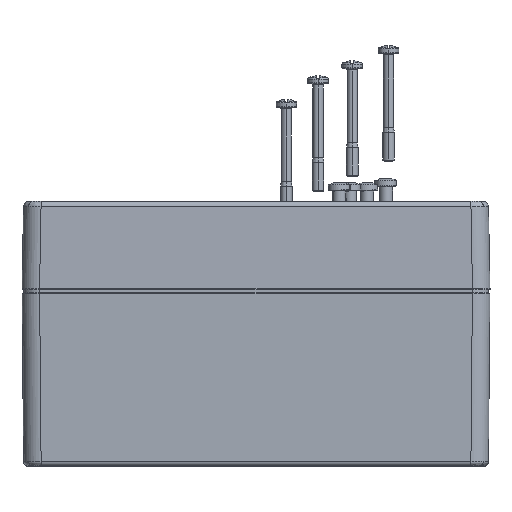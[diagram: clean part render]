
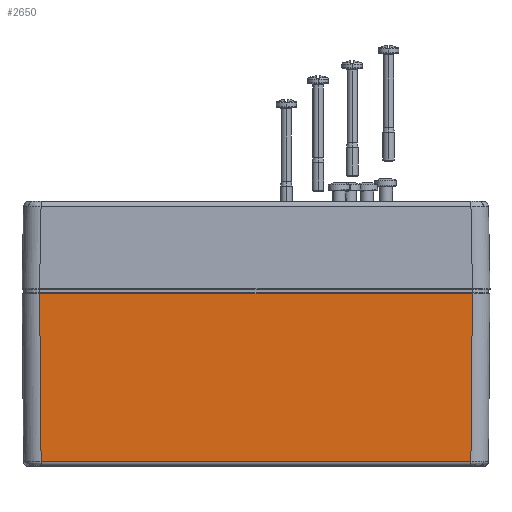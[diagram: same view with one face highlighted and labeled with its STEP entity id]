
A CAD part, top view. The second image highlights one B-rep face of the part: STEP entity #2650.
In plain terms, the highlighted planar face has unit normal (0, -0.009, 1).
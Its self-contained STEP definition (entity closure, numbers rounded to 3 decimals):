
#900 = VERTEX_POINT ( 'NONE', #8657 ) ;
#2232 = EDGE_CURVE ( 'NONE', #46398, #6780, #12164, .T. ) ;
#2235 = ORIENTED_EDGE ( 'NONE', *, *, #46600, .T. ) ;
#2236 = ORIENTED_EDGE ( 'NONE', *, *, #2232, .T. ) ;
#2299 = ORIENTED_EDGE ( 'NONE', *, *, #2313, .T. ) ;
#2300 = EDGE_LOOP ( 'NONE', ( #2299, #2235, #2236, #3182 ) ) ;
#2313 = EDGE_CURVE ( 'NONE', #900, #46462, #12407, .T. ) ;
#2397 = EDGE_CURVE ( 'NONE', #6780, #900, #12639, .T. ) ;
#2650 = ADVANCED_FACE ( 'NONE', ( #13471 ), #13470, .T. ) ;
#3182 = ORIENTED_EDGE ( 'NONE', *, *, #2397, .T. ) ;
#6780 = VERTEX_POINT ( 'NONE', #24378 ) ;
#8657 = CARTESIAN_POINT ( 'NONE',  ( 73.472, -60.513, 59.472 ) ) ;
#12143 = DIRECTION ( 'NONE',  ( 0.009, -1., -0.009 ) ) ;
#12144 = VECTOR ( 'NONE', #12143, 1000. ) ;
#12145 = CARTESIAN_POINT ( 'NONE',  ( -74.001, 0.052, 60. ) ) ;
#12164 = LINE ( 'NONE', #12145, #12144 ) ;
#12404 = DIRECTION ( 'NONE',  ( 0.009, 1., 0.009 ) ) ;
#12405 = VECTOR ( 'NONE', #12404, 1000. ) ;
#12406 = CARTESIAN_POINT ( 'NONE',  ( 73.989, -1.344, 59.988 ) ) ;
#12407 = LINE ( 'NONE', #12406, #12405 ) ;
#12637 = CARTESIAN_POINT ( 'NONE',  ( -80., -60.513, 59.472 ) ) ;
#12639 = LINE ( 'NONE', #12637, #12709 ) ;
#12708 = DIRECTION ( 'NONE',  ( 1., 0., 0. ) ) ;
#12709 = VECTOR ( 'NONE', #12708, 1000. ) ;
#13463 = DIRECTION ( 'NONE',  ( 0., -1., -0.009 ) ) ;
#13465 = DIRECTION ( 'NONE',  ( 0., -0.009, 1. ) ) ;
#13466 = AXIS2_PLACEMENT_3D ( 'NONE', #13469, #13465, #13463 ) ;
#13469 = CARTESIAN_POINT ( 'NONE',  ( -80., 0., 60. ) ) ;
#13470 = PLANE ( 'NONE',  #13466 ) ;
#13471 = FACE_OUTER_BOUND ( 'NONE', #2300, .T. ) ;
#24378 = CARTESIAN_POINT ( 'NONE',  ( -73.472, -60.513, 59.472 ) ) ;
#26680 = CARTESIAN_POINT ( 'NONE',  ( 73.974, -3., 59.974 ) ) ;
#26955 = DIRECTION ( 'NONE',  ( -1., 0., 0. ) ) ;
#26956 = VECTOR ( 'NONE', #26955, 1000. ) ;
#26957 = CARTESIAN_POINT ( 'NONE',  ( -80., -3., 59.974 ) ) ;
#26958 = LINE ( 'NONE', #26957, #26956 ) ;
#45373 = CARTESIAN_POINT ( 'NONE',  ( -73.974, -3., 59.974 ) ) ;
#46398 = VERTEX_POINT ( 'NONE', #45373 ) ;
#46462 = VERTEX_POINT ( 'NONE', #26680 ) ;
#46600 = EDGE_CURVE ( 'NONE', #46462, #46398, #26958, .T. ) ;
